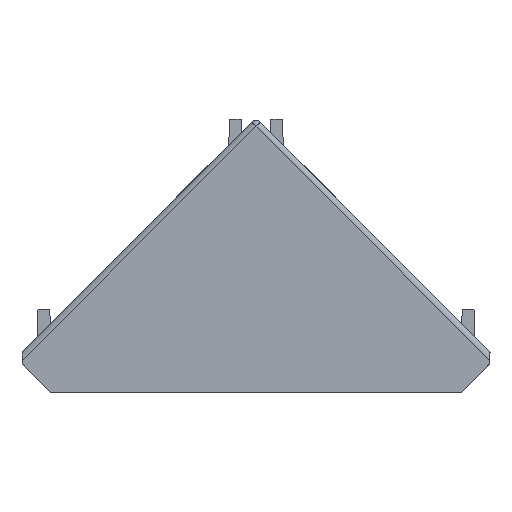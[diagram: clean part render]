
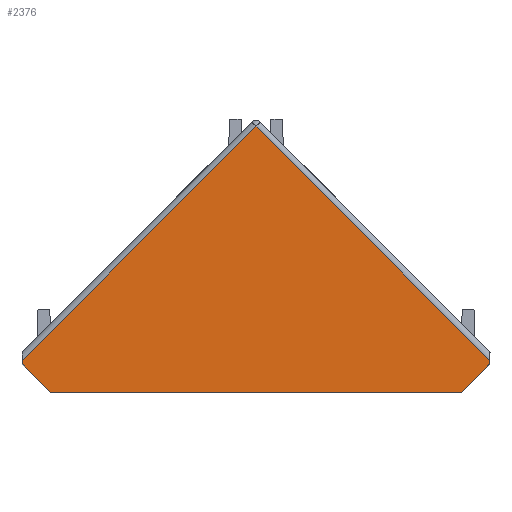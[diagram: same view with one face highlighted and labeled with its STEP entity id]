
A CAD part, top view. The second image highlights one B-rep face of the part: STEP entity #2376.
In plain terms, the highlighted planar face has unit normal (0, 0.009, 1).
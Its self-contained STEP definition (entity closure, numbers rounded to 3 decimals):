
#229 = DIRECTION ( 'NONE',  ( 0., -1., 0.009 ) ) ;
#347 = VERTEX_POINT ( 'NONE', #3719 ) ;
#398 = VERTEX_POINT ( 'NONE', #506 ) ;
#404 = EDGE_CURVE ( 'NONE', #2820, #3122, #2700, .T. ) ;
#506 = CARTESIAN_POINT ( 'NONE',  ( 19.299, 2.626, 13.977 ) ) ;
#508 = DIRECTION ( 'NONE',  ( 0.707, 0.707, -0.006 ) ) ;
#547 = DIRECTION ( 'NONE',  ( -0.707, -0.707, 0.006 ) ) ;
#585 = EDGE_CURVE ( 'NONE', #1778, #398, #1439, .T. ) ;
#637 = ORIENTED_EDGE ( 'NONE', *, *, #3689, .T. ) ;
#736 = VECTOR ( 'NONE', #4263, 1000. ) ;
#739 = ORIENTED_EDGE ( 'NONE', *, *, #1693, .T. ) ;
#769 = PLANE ( 'NONE',  #3038 ) ;
#851 = EDGE_CURVE ( 'NONE', #347, #1778, #2567, .T. ) ;
#870 = CARTESIAN_POINT ( 'NONE',  ( -19.299, 2.328, 13.98 ) ) ;
#1311 = CARTESIAN_POINT ( 'NONE',  ( -19.299, 2.328, 13.98 ) ) ;
#1331 = VECTOR ( 'NONE', #4103, 1000. ) ;
#1439 = LINE ( 'NONE', #1835, #736 ) ;
#1585 = VECTOR ( 'NONE', #3418, 1000. ) ;
#1631 = DIRECTION ( 'NONE',  ( 0., 0.009, 1. ) ) ;
#1660 = LINE ( 'NONE', #870, #4377 ) ;
#1693 = EDGE_CURVE ( 'NONE', #2278, #2820, #2734, .T. ) ;
#1778 = VERTEX_POINT ( 'NONE', #3501 ) ;
#1835 = CARTESIAN_POINT ( 'NONE',  ( 19.299, 0., 14. ) ) ;
#1894 = CARTESIAN_POINT ( 'NONE',  ( 0., 21.925, 13.809 ) ) ;
#2059 = EDGE_CURVE ( 'NONE', #3122, #3408, #1660, .T. ) ;
#2188 = DIRECTION ( 'NONE',  ( -0.707, 0.707, -0.006 ) ) ;
#2278 = VERTEX_POINT ( 'NONE', #1894 ) ;
#2282 = CARTESIAN_POINT ( 'NONE',  ( -16.971, 0., 14. ) ) ;
#2345 = ORIENTED_EDGE ( 'NONE', *, *, #585, .T. ) ;
#2376 = ADVANCED_FACE ( 'NONE', ( #3929 ), #769, .T. ) ;
#2487 = CARTESIAN_POINT ( 'NONE',  ( -19.299, 2.626, 13.977 ) ) ;
#2567 = LINE ( 'NONE', #3969, #3246 ) ;
#2700 = LINE ( 'NONE', #3672, #1331 ) ;
#2734 = LINE ( 'NONE', #3774, #2736 ) ;
#2736 = VECTOR ( 'NONE', #547, 1000. ) ;
#2820 = VERTEX_POINT ( 'NONE', #2487 ) ;
#3038 = AXIS2_PLACEMENT_3D ( 'NONE', #3582, #1631, #229 ) ;
#3122 = VERTEX_POINT ( 'NONE', #1311 ) ;
#3178 = VECTOR ( 'NONE', #2188, 1000. ) ;
#3246 = VECTOR ( 'NONE', #508, 1000. ) ;
#3344 = ORIENTED_EDGE ( 'NONE', *, *, #851, .T. ) ;
#3408 = VERTEX_POINT ( 'NONE', #2282 ) ;
#3418 = DIRECTION ( 'NONE',  ( 1., 0., 0. ) ) ;
#3439 = CARTESIAN_POINT ( 'NONE',  ( -16.971, 0., 14. ) ) ;
#3476 = ORIENTED_EDGE ( 'NONE', *, *, #404, .T. ) ;
#3501 = CARTESIAN_POINT ( 'NONE',  ( 19.299, 2.328, 13.98 ) ) ;
#3582 = CARTESIAN_POINT ( 'NONE',  ( -16.971, 0., 14. ) ) ;
#3660 = LINE ( 'NONE', #4348, #3178 ) ;
#3672 = CARTESIAN_POINT ( 'NONE',  ( -19.299, 0., 14. ) ) ;
#3689 = EDGE_CURVE ( 'NONE', #398, #2278, #3660, .T. ) ;
#3719 = CARTESIAN_POINT ( 'NONE',  ( 16.971, 0., 14. ) ) ;
#3774 = CARTESIAN_POINT ( 'NONE',  ( -18.948, 2.977, 13.974 ) ) ;
#3783 = LINE ( 'NONE', #3439, #1585 ) ;
#3929 = FACE_OUTER_BOUND ( 'NONE', #3986, .T. ) ;
#3969 = CARTESIAN_POINT ( 'NONE',  ( 16.971, 0., 14. ) ) ;
#3986 = EDGE_LOOP ( 'NONE', ( #637, #739, #3476, #4271, #4399, #3344, #2345 ) ) ;
#4103 = DIRECTION ( 'NONE',  ( 0., -1., 0.009 ) ) ;
#4263 = DIRECTION ( 'NONE',  ( 0., 1., -0.009 ) ) ;
#4271 = ORIENTED_EDGE ( 'NONE', *, *, #2059, .T. ) ;
#4302 = EDGE_CURVE ( 'NONE', #3408, #347, #3783, .T. ) ;
#4348 = CARTESIAN_POINT ( 'NONE',  ( -0.351, 22.276, 13.806 ) ) ;
#4377 = VECTOR ( 'NONE', #4417, 1000. ) ;
#4399 = ORIENTED_EDGE ( 'NONE', *, *, #4302, .T. ) ;
#4417 = DIRECTION ( 'NONE',  ( 0.707, -0.707, 0.006 ) ) ;
